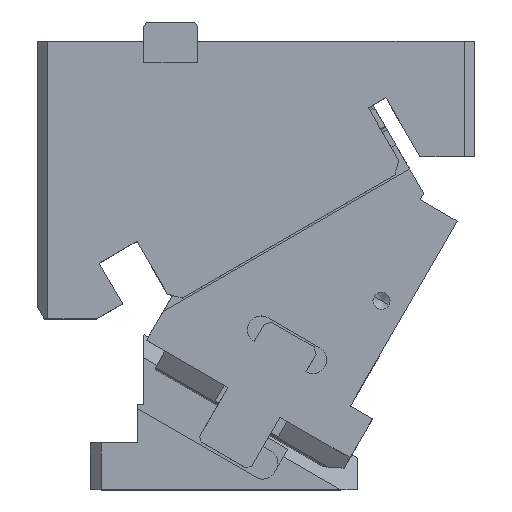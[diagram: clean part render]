
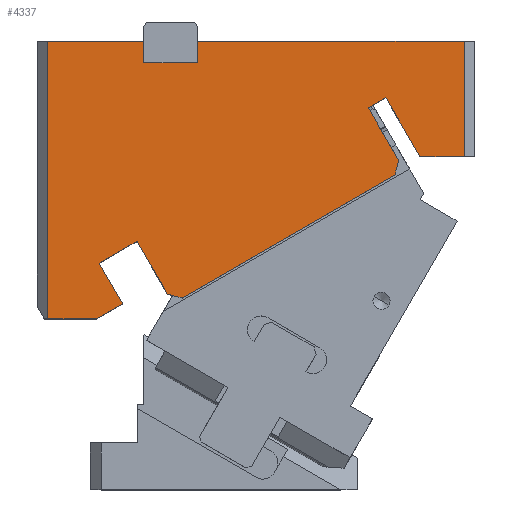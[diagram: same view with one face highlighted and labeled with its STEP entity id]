
A CAD part, top view. The second image highlights one B-rep face of the part: STEP entity #4337.
In plain terms, the highlighted planar face has unit normal (0, 0, 1).
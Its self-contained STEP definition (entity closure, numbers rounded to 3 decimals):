
#505=CARTESIAN_POINT('Line Origine',(21.248,74.799,30.)) ;
#509=CARTESIAN_POINT('Vertex',(13.281,88.599,30.)) ;
#511=CARTESIAN_POINT('Vertex',(29.215,61.,30.)) ;
#621=CARTESIAN_POINT('Vertex',(5.054,83.849,30.)) ;
#624=CARTESIAN_POINT('Line Origine',(12.191,71.488,30.)) ;
#628=CARTESIAN_POINT('Vertex',(19.327,59.126,30.)) ;
#670=CARTESIAN_POINT('Vertex',(50.,61.,30.)) ;
#684=CARTESIAN_POINT('Vertex',(50.,115.,30.)) ;
#687=CARTESIAN_POINT('Line Origine',(50.,88.,30.)) ;
#717=CARTESIAN_POINT('Vertex',(-100.,115.,30.)) ;
#720=CARTESIAN_POINT('Line Origine',(-100.,110.,30.)) ;
#724=CARTESIAN_POINT('Vertex',(-100.,105.,30.)) ;
#757=CARTESIAN_POINT('Vertex',(-82.096,-5.204,30.)) ;
#760=CARTESIAN_POINT('Line Origine',(-85.511,-4.289,30.)) ;
#764=CARTESIAN_POINT('Vertex',(-88.926,-3.374,30.)) ;
#784=CARTESIAN_POINT('Line Origine',(-32.299,23.546,30.)) ;
#788=CARTESIAN_POINT('Vertex',(17.497,52.296,30.)) ;
#820=CARTESIAN_POINT('Line Origine',(18.412,55.711,30.)) ;
#3712=CARTESIAN_POINT('Line Origine',(-96.062,8.988,30.)) ;
#3716=CARTESIAN_POINT('Vertex',(-103.199,21.349,30.)) ;
#3738=CARTESIAN_POINT('Line Origine',(-87.5,105.,30.)) ;
#3742=CARTESIAN_POINT('Vertex',(-75.,105.,30.)) ;
#3757=CARTESIAN_POINT('Line Origine',(-75.,110.,30.)) ;
#3761=CARTESIAN_POINT('Vertex',(-75.,115.,30.)) ;
#3960=CARTESIAN_POINT('Line Origine',(39.608,61.,30.)) ;
#3991=CARTESIAN_POINT('Line Origine',(-12.5,115.,30.)) ;
#4066=CARTESIAN_POINT('Vertex',(-120.953,11.099,30.)) ;
#4069=CARTESIAN_POINT('Line Origine',(-115.453,1.573,30.)) ;
#4073=CARTESIAN_POINT('Vertex',(-109.953,-7.954,30.)) ;
#4111=CARTESIAN_POINT('Line Origine',(9.384,86.349,30.)) ;
#4115=CARTESIAN_POINT('Vertex',(5.487,84.099,30.)) ;
#4118=CARTESIAN_POINT('Line Origine',(5.27,83.974,30.)) ;
#4123=CARTESIAN_POINT('Line Origine',(-103.416,21.224,30.)) ;
#4127=CARTESIAN_POINT('Vertex',(-103.632,21.099,30.)) ;
#4130=CARTESIAN_POINT('Line Origine',(-112.292,16.099,30.)) ;
#4184=CARTESIAN_POINT('Vertex',(-145.,115.,30.)) ;
#4187=CARTESIAN_POINT('Line Origine',(-122.5,115.,30.)) ;
#4277=CARTESIAN_POINT('Line Origine',(-116.055,-11.477,30.)) ;
#4281=CARTESIAN_POINT('Vertex',(-122.157,-15.,30.)) ;
#4297=CARTESIAN_POINT('Axis2P3D Location',(55.,115.,30.)) ;
#4302=CARTESIAN_POINT('Line Origine',(-145.,50.,30.)) ;
#4306=CARTESIAN_POINT('Vertex',(-145.,-15.,30.)) ;
#4309=CARTESIAN_POINT('Line Origine',(-133.579,-15.,30.)) ;
#506=DIRECTION('Vector Direction',(0.5,-0.866,0.)) ;
#625=DIRECTION('Vector Direction',(-0.5,0.866,0.)) ;
#688=DIRECTION('Vector Direction',(0.,1.,0.)) ;
#721=DIRECTION('Vector Direction',(0.,1.,0.)) ;
#761=DIRECTION('Vector Direction',(0.966,-0.259,0.)) ;
#785=DIRECTION('Vector Direction',(0.866,0.5,0.)) ;
#821=DIRECTION('Vector Direction',(0.259,0.966,0.)) ;
#3713=DIRECTION('Vector Direction',(-0.5,0.866,0.)) ;
#3739=DIRECTION('Vector Direction',(1.,0.,0.)) ;
#3758=DIRECTION('Vector Direction',(0.,1.,0.)) ;
#3961=DIRECTION('Vector Direction',(1.,0.,0.)) ;
#3992=DIRECTION('Vector Direction',(-1.,0.,0.)) ;
#4070=DIRECTION('Vector Direction',(-0.5,0.866,0.)) ;
#4112=DIRECTION('Vector Direction',(0.866,0.5,0.)) ;
#4119=DIRECTION('Vector Direction',(-0.866,-0.5,0.)) ;
#4124=DIRECTION('Vector Direction',(-0.866,-0.5,0.)) ;
#4131=DIRECTION('Vector Direction',(-0.866,-0.5,0.)) ;
#4188=DIRECTION('Vector Direction',(-1.,0.,0.)) ;
#4278=DIRECTION('Vector Direction',(0.866,0.5,0.)) ;
#4298=DIRECTION('Axis2P3D Direction',(0.,0.,1.)) ;
#4299=DIRECTION('Axis2P3D XDirection',(1.,0.,0.)) ;
#4303=DIRECTION('Vector Direction',(0.,-1.,0.)) ;
#4310=DIRECTION('Vector Direction',(1.,0.,0.)) ;
#4300=AXIS2_PLACEMENT_3D('Plane Axis2P3D',#4297,#4298,#4299) ;
#4315=ORIENTED_EDGE('',*,*,#630,.T.) ;
#4316=ORIENTED_EDGE('',*,*,#4122,.F.) ;
#4317=ORIENTED_EDGE('',*,*,#4117,.T.) ;
#4318=ORIENTED_EDGE('',*,*,#513,.T.) ;
#4319=ORIENTED_EDGE('',*,*,#3964,.T.) ;
#4320=ORIENTED_EDGE('',*,*,#691,.T.) ;
#4321=ORIENTED_EDGE('',*,*,#3995,.T.) ;
#4322=ORIENTED_EDGE('',*,*,#3763,.F.) ;
#4323=ORIENTED_EDGE('',*,*,#3744,.F.) ;
#4324=ORIENTED_EDGE('',*,*,#726,.T.) ;
#4325=ORIENTED_EDGE('',*,*,#4191,.T.) ;
#4326=ORIENTED_EDGE('',*,*,#4308,.T.) ;
#4327=ORIENTED_EDGE('',*,*,#4313,.T.) ;
#4328=ORIENTED_EDGE('',*,*,#4283,.T.) ;
#4329=ORIENTED_EDGE('',*,*,#4075,.T.) ;
#4330=ORIENTED_EDGE('',*,*,#4134,.F.) ;
#4331=ORIENTED_EDGE('',*,*,#4129,.F.) ;
#4332=ORIENTED_EDGE('',*,*,#3718,.F.) ;
#4333=ORIENTED_EDGE('',*,*,#766,.T.) ;
#4334=ORIENTED_EDGE('',*,*,#790,.T.) ;
#4335=ORIENTED_EDGE('',*,*,#824,.T.) ;
#507=VECTOR('Line Direction',#506,1.) ;
#626=VECTOR('Line Direction',#625,1.) ;
#689=VECTOR('Line Direction',#688,1.) ;
#722=VECTOR('Line Direction',#721,1.) ;
#762=VECTOR('Line Direction',#761,1.) ;
#786=VECTOR('Line Direction',#785,1.) ;
#822=VECTOR('Line Direction',#821,1.) ;
#3714=VECTOR('Line Direction',#3713,1.) ;
#3740=VECTOR('Line Direction',#3739,1.) ;
#3759=VECTOR('Line Direction',#3758,1.) ;
#3962=VECTOR('Line Direction',#3961,1.) ;
#3993=VECTOR('Line Direction',#3992,1.) ;
#4071=VECTOR('Line Direction',#4070,1.) ;
#4113=VECTOR('Line Direction',#4112,1.) ;
#4120=VECTOR('Line Direction',#4119,1.) ;
#4125=VECTOR('Line Direction',#4124,1.) ;
#4132=VECTOR('Line Direction',#4131,1.) ;
#4189=VECTOR('Line Direction',#4188,1.) ;
#4279=VECTOR('Line Direction',#4278,1.) ;
#4304=VECTOR('Line Direction',#4303,1.) ;
#4311=VECTOR('Line Direction',#4310,1.) ;
#4337=ADVANCED_FACE('CAM HOLDER',(#4336),#4301,.T.) ;
#513=EDGE_CURVE('',#510,#512,#508,.T.) ;
#630=EDGE_CURVE('',#629,#622,#627,.T.) ;
#691=EDGE_CURVE('',#671,#685,#690,.T.) ;
#726=EDGE_CURVE('',#725,#718,#723,.T.) ;
#766=EDGE_CURVE('',#765,#758,#763,.T.) ;
#790=EDGE_CURVE('',#758,#789,#787,.T.) ;
#824=EDGE_CURVE('',#789,#629,#823,.T.) ;
#3718=EDGE_CURVE('',#765,#3717,#3715,.T.) ;
#3744=EDGE_CURVE('',#725,#3743,#3741,.T.) ;
#3763=EDGE_CURVE('',#3743,#3762,#3760,.T.) ;
#3964=EDGE_CURVE('',#512,#671,#3963,.T.) ;
#3995=EDGE_CURVE('',#685,#3762,#3994,.T.) ;
#4075=EDGE_CURVE('',#4074,#4067,#4072,.T.) ;
#4117=EDGE_CURVE('',#4116,#510,#4114,.T.) ;
#4122=EDGE_CURVE('',#4116,#622,#4121,.T.) ;
#4129=EDGE_CURVE('',#3717,#4128,#4126,.T.) ;
#4134=EDGE_CURVE('',#4128,#4067,#4133,.T.) ;
#4191=EDGE_CURVE('',#718,#4185,#4190,.T.) ;
#4283=EDGE_CURVE('',#4282,#4074,#4280,.T.) ;
#4308=EDGE_CURVE('',#4185,#4307,#4305,.T.) ;
#4313=EDGE_CURVE('',#4307,#4282,#4312,.T.) ;
#4314=EDGE_LOOP('',(#4315,#4316,#4317,#4318,#4319,#4320,#4321,#4322,#4323,#4324,#4325,#4326,#4327,#4328,#4329,#4330,#4331,#4332,#4333,#4334,#4335)) ;
#4336=FACE_OUTER_BOUND('',#4314,.T.) ;
#508=LINE('Line',#505,#507) ;
#627=LINE('Line',#624,#626) ;
#690=LINE('Line',#687,#689) ;
#723=LINE('Line',#720,#722) ;
#763=LINE('Line',#760,#762) ;
#787=LINE('Line',#784,#786) ;
#823=LINE('Line',#820,#822) ;
#3715=LINE('Line',#3712,#3714) ;
#3741=LINE('Line',#3738,#3740) ;
#3760=LINE('Line',#3757,#3759) ;
#3963=LINE('Line',#3960,#3962) ;
#3994=LINE('Line',#3991,#3993) ;
#4072=LINE('Line',#4069,#4071) ;
#4114=LINE('Line',#4111,#4113) ;
#4121=LINE('Line',#4118,#4120) ;
#4126=LINE('Line',#4123,#4125) ;
#4133=LINE('Line',#4130,#4132) ;
#4190=LINE('Line',#4187,#4189) ;
#4280=LINE('Line',#4277,#4279) ;
#4305=LINE('Line',#4302,#4304) ;
#4312=LINE('Line',#4309,#4311) ;
#4301=PLANE('Plane',#4300) ;
#510=VERTEX_POINT('',#509) ;
#512=VERTEX_POINT('',#511) ;
#622=VERTEX_POINT('',#621) ;
#629=VERTEX_POINT('',#628) ;
#671=VERTEX_POINT('',#670) ;
#685=VERTEX_POINT('',#684) ;
#718=VERTEX_POINT('',#717) ;
#725=VERTEX_POINT('',#724) ;
#758=VERTEX_POINT('',#757) ;
#765=VERTEX_POINT('',#764) ;
#789=VERTEX_POINT('',#788) ;
#3717=VERTEX_POINT('',#3716) ;
#3743=VERTEX_POINT('',#3742) ;
#3762=VERTEX_POINT('',#3761) ;
#4067=VERTEX_POINT('',#4066) ;
#4074=VERTEX_POINT('',#4073) ;
#4116=VERTEX_POINT('',#4115) ;
#4128=VERTEX_POINT('',#4127) ;
#4185=VERTEX_POINT('',#4184) ;
#4282=VERTEX_POINT('',#4281) ;
#4307=VERTEX_POINT('',#4306) ;
